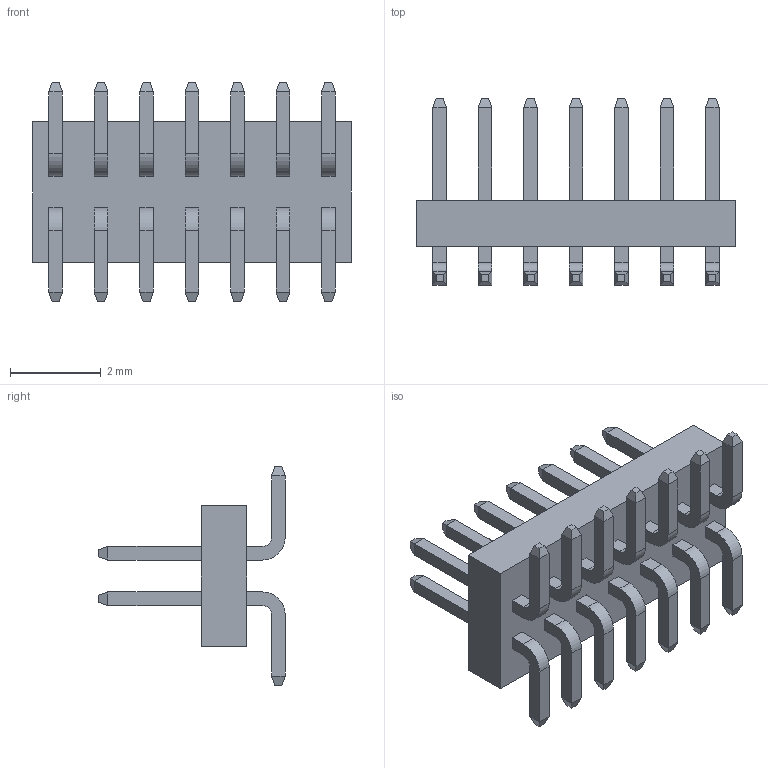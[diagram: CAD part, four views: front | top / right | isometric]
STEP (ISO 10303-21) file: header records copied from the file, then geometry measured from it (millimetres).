
FILE_DESCRIPTION (( 'STEP AP214' ), '1' );
FILE_NAME ('BC050-14A-K0-0200-0160-0480-L-B.STEP', '2024-02-21T20:53:34', ( '' ), ( '' ), 'SwSTEP 2.0', 'SolidWorks 2021', '' );
FILE_SCHEMA (( 'AUTOMOTIVE_DESIGN' ));
Length unit declared in the file: millimetre
Products named in the file (3): body^BC050-xxxx_14; BC050-14A-K0-0200-0160-0480-L-B; pin^BC050-xxxx
Assembly tree (8 placements, depth 2):
  BC050-14A-K0-0200-0160-0480-L-B
    body^BC050-xxxx_14
    pin^BC050-xxxx  x7
Bounding box: 7 x 4.1 x 4.8 mm (x, y, z)
Volume: 27.4 mm3; surface area: 173 mm2
Topology: 15 solids, 15 shells, 314 faces, 740 edges, 456 vertices
Faces by surface type: plane 286, cylinder 28
Entity records: 3187 total; most frequent: CARTESIAN_POINT 537, ORIENTED_EDGE 520, DIRECTION 486, EDGE_CURVE 260, LINE 252, VECTOR 252, VERTEX_POINT 168, EDGE_LOOP 126
